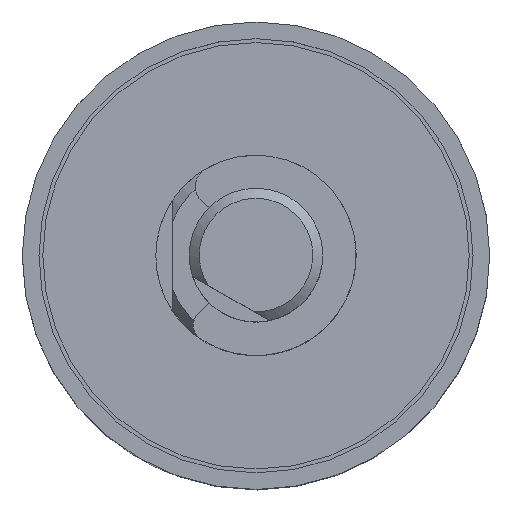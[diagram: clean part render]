
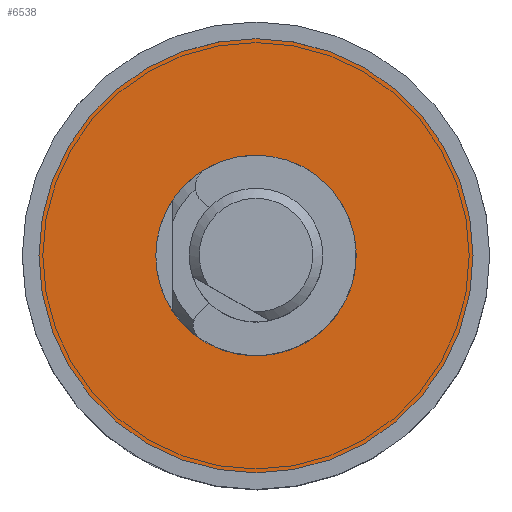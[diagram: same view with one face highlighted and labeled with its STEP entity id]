
A CAD part, top view. The second image highlights one B-rep face of the part: STEP entity #6538.
In plain terms, the highlighted planar face has unit normal (0, 0, 1).
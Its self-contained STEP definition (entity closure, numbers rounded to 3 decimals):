
#68 = CARTESIAN_POINT ( 'NONE',  ( 3., 0., 0.5 ) ) ;
#81 = AXIS2_PLACEMENT_3D ( 'NONE', #2723, #7642, #6842 ) ;
#988 = CARTESIAN_POINT ( 'NONE',  ( 0., 0., 0.5 ) ) ;
#2030 = CIRCLE ( 'NONE', #9152, 6.5 ) ;
#2474 = ORIENTED_EDGE ( 'NONE', *, *, #10155, .T. ) ;
#2495 = DIRECTION ( 'NONE',  ( 1., 0., 0. ) ) ;
#2723 = CARTESIAN_POINT ( 'NONE',  ( 0., 0., 0.5 ) ) ;
#3235 = ORIENTED_EDGE ( 'NONE', *, *, #9436, .T. ) ;
#3775 = VERTEX_POINT ( 'NONE', #7508 ) ;
#4945 = DIRECTION ( 'NONE',  ( 0., 0., 1. ) ) ;
#5429 = VERTEX_POINT ( 'NONE', #5828 ) ;
#5667 = DIRECTION ( 'NONE',  ( 1., 0., 0. ) ) ;
#5730 = DIRECTION ( 'NONE',  ( 0., 0., 1. ) ) ;
#5758 = AXIS2_PLACEMENT_3D ( 'NONE', #68, #4945, #2495 ) ;
#5828 = CARTESIAN_POINT ( 'NONE',  ( -3., 0., 0.5 ) ) ;
#6538 = ADVANCED_FACE ( 'NONE', ( #7748, #7356 ), #7307, .T. ) ;
#6674 = EDGE_LOOP ( 'NONE', ( #3235 ) ) ;
#6842 = DIRECTION ( 'NONE',  ( -1., 0., 0. ) ) ;
#7307 = PLANE ( 'NONE',  #5758 ) ;
#7356 = FACE_OUTER_BOUND ( 'NONE', #9825, .T. ) ;
#7508 = CARTESIAN_POINT ( 'NONE',  ( 6.5, 0., 0.5 ) ) ;
#7642 = DIRECTION ( 'NONE',  ( 0., 0., -1. ) ) ;
#7748 = FACE_BOUND ( 'NONE', #6674, .T. ) ;
#8207 = CIRCLE ( 'NONE', #81, 3. ) ;
#9152 = AXIS2_PLACEMENT_3D ( 'NONE', #988, #5730, #5667 ) ;
#9436 = EDGE_CURVE ( 'NONE', #5429, #5429, #8207, .T. ) ;
#9825 = EDGE_LOOP ( 'NONE', ( #2474 ) ) ;
#10155 = EDGE_CURVE ( 'NONE', #3775, #3775, #2030, .T. ) ;
